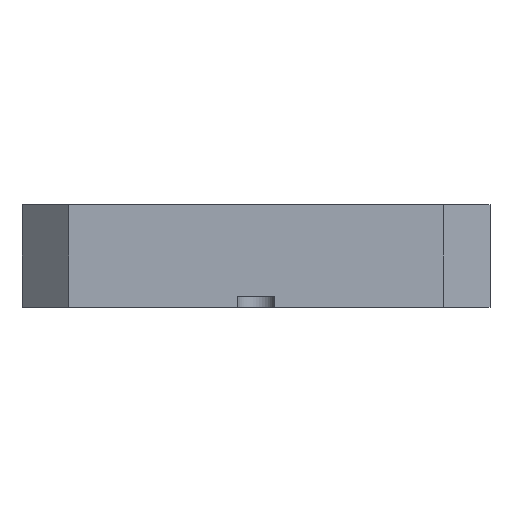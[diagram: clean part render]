
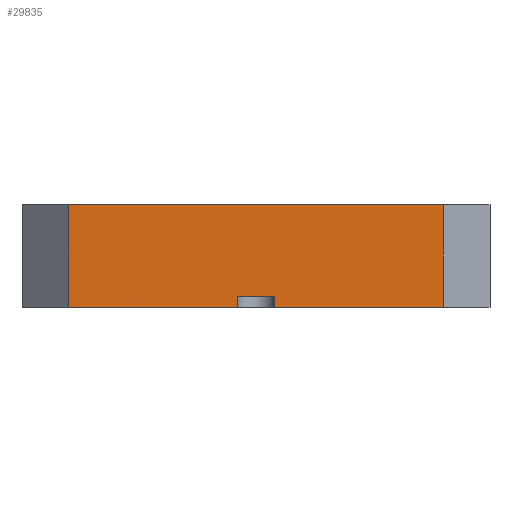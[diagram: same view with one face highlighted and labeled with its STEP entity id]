
A CAD part, left-side view. The second image highlights one B-rep face of the part: STEP entity #29835.
In plain terms, the highlighted planar face has unit normal (-1, 0, 0).
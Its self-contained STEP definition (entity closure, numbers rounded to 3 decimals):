
#28821=CARTESIAN_POINT('POINT6437',(-250.,100.,55.));
#28822=VERTEX_POINT('VERTEX6437',#28821);
#28829=CARTESIAN_POINT('POINT6438',(-250.,-100.,55.));
#28830=VERTEX_POINT('VERTEX6438',#28829);
#28831=CARTESIAN_POINT('POS9602',(-250.,100.,55.));
#28832=DIRECTION('DIR14728',(0.,-1.,0.));
#28833=VECTOR('VEC4476',#28832,1.);
#28834=LINE('STRAIGHT4476',#28831,#28833);
#28835=EDGE_CURVE('EDGE10923',#28822,#28830,#28834,.T.);
#28886=CARTESIAN_POINT('POINT6440',(-250.,10.,6.));
#28887=VERTEX_POINT('VERTEX6440',#28886);
#28905=CARTESIAN_POINT('POINT6443',(-250.,-10.,6.));
#28906=VERTEX_POINT('VERTEX6443',#28905);
#28913=CARTESIAN_POINT('POS9611',(-250.,-78.469,
   6.));
#28914=DIRECTION('DIR14739',(0.,-1.,0.));
#28915=VECTOR('VEC4483',#28914,1.);
#28916=LINE('STRAIGHT4483',#28913,#28915);
#28917=EDGE_CURVE('EDGE10931',#28887,#28906,#28916,.T.);
#29507=CARTESIAN_POINT('POINT6476',(-250.,-100.,0.));
#29508=VERTEX_POINT('VERTEX6476',#29507);
#29524=CARTESIAN_POINT('POS9668',(-250.,-100.,55.));
#29525=DIRECTION('DIR14822',(0.,0.,-1.));
#29526=VECTOR('VEC4514',#29525,1.);
#29527=LINE('STRAIGHT4514',#29524,#29526);
#29528=EDGE_CURVE('EDGE10996',#28830,#29508,#29527,.T.);
#29776=CARTESIAN_POINT('POINT6487',(-250.,100.,0.));
#29777=VERTEX_POINT('VERTEX6487',#29776);
#29784=CARTESIAN_POINT('POS9698',(-250.,100.,55.));
#29785=DIRECTION('DIR14862',(0.,0.,-1.));
#29786=VECTOR('VEC4534',#29785,1.);
#29787=LINE('STRAIGHT4534',#29784,#29786);
#29788=EDGE_CURVE('EDGE11016',#28822,#29777,#29787,.T.);
#29800=CARTESIAN_POINT('POINT6488',(-250.,-10.,0.));
#29801=VERTEX_POINT('VERTEX6488',#29800);
#29802=CARTESIAN_POINT('POS9700',(-250.,-10.,105.));
#29803=DIRECTION('DIR14865',(0.,0.,-1.));
#29804=VECTOR('VEC4535',#29803,1.);
#29805=LINE('STRAIGHT4535',#29802,#29804);
#29806=EDGE_CURVE('EDGE11017',#28906,#29801,#29805,.T.);
#29807=ORIENTED_EDGE('COEDGE21981',*,*,#29806,.T.);
#29808=CARTESIAN_POINT('POS9701',(-250.,100.,0.));
#29809=DIRECTION('DIR14866',(0.,-1.,0.));
#29810=VECTOR('VEC4536',#29809,1.);
#29811=LINE('STRAIGHT4536',#29808,#29810);
#29812=EDGE_CURVE('EDGE11018',#29801,#29508,#29811,.T.);
#29813=ORIENTED_EDGE('COEDGE21982',*,*,#29812,.T.);
#29814=ORIENTED_EDGE('COEDGE21983',*,*,#29528,.F.);
#29815=ORIENTED_EDGE('COEDGE21984',*,*,#28835,.F.);
#29816=ORIENTED_EDGE('COEDGE21985',*,*,#29788,.T.);
#29817=CARTESIAN_POINT('POINT6489',(-250.,10.,0.));
#29818=VERTEX_POINT('VERTEX6489',#29817);
#29819=EDGE_CURVE('EDGE11019',#29777,#29818,#29811,.T.);
#29820=ORIENTED_EDGE('COEDGE21986',*,*,#29819,.T.);
#29821=CARTESIAN_POINT('POS9702',(-250.,10.,105.));
#29822=DIRECTION('DIR14867',(0.,0.,1.));
#29823=VECTOR('VEC4537',#29822,1.);
#29824=LINE('STRAIGHT4537',#29821,#29823);
#29825=EDGE_CURVE('EDGE11020',#29818,#28887,#29824,.T.);
#29826=ORIENTED_EDGE('COEDGE21987',*,*,#29825,.T.);
#29827=ORIENTED_EDGE('COEDGE21988',*,*,#28917,.T.);
#29828=EDGE_LOOP('NONE',(#29807,#29813,#29814,#29815,#29816,#29820,
   #29826,#29827));
#29829=FACE_BOUND('LOOP1',#29828,.T.);
#29830=CARTESIAN_POINT('POS9703',(-250.,100.,55.));
#29831=DIRECTION('DIR14868',(-1.,0.,0.));
#29832=DIRECTION('DIR14869',(0.,1.,0.));
#29833=AXIS2_PLACEMENT_3D('AXIS5166',#29830,#29831,#29832);
#29834=PLANE('PLANE1025',#29833);
#29835=ADVANCED_FACE('FACE4734',(#29829),#29834,.T.);
